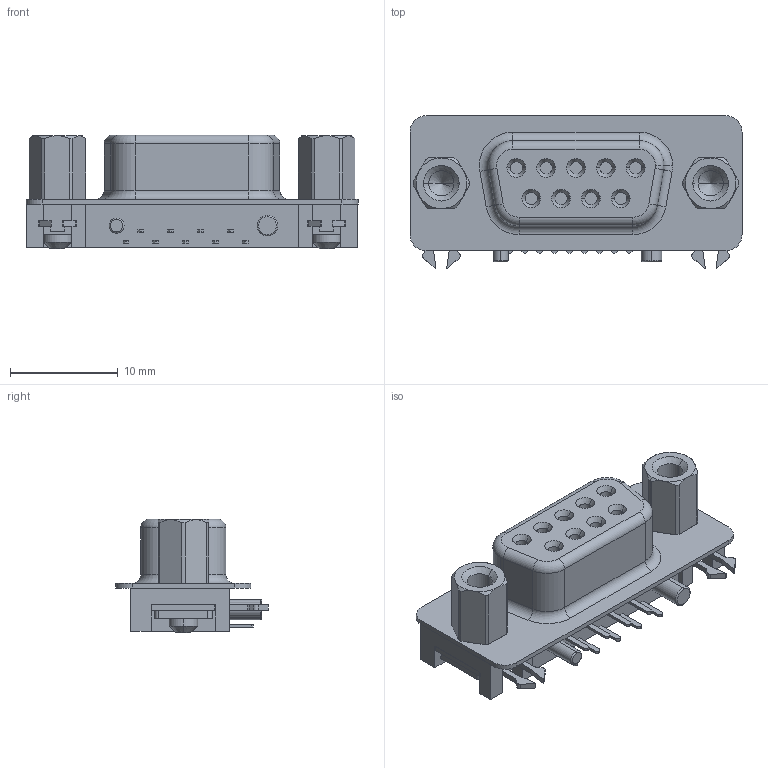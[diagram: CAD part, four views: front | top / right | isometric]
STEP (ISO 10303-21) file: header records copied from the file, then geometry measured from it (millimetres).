
FILE_DESCRIPTION (( 'STEP AP214' ), '1' );
FILE_NAME ('K31x-E9S-NJ5.9_rA1.STEP', '2016-01-04T22:49:47', ( '' ), ( '' ), 'SwSTEP 2.0', 'SolidWorks 2014', '' );
FILE_SCHEMA (( 'AUTOMOTIVE_DESIGN' ));
Length unit declared in the file: millimetre
Products named in the file (1): K31x-E9S-NJ5.9_rA1
Bounding box: 30.81 x 14.15 x 10.55 mm (x, y, z)
Volume: 2011.1 mm3; surface area: 2125.8 mm2
Topology: 1 solids, 1 shells, 357 faces, 931 edges, 580 vertices
Faces by surface type: plane 190, cylinder 93, cone 56, torus 18
Entity records: 11917 total; most frequent: CARTESIAN_POINT 1985, DIRECTION 1907, ORIENTED_EDGE 1854, EDGE_CURVE 927, AXIS2_PLACEMENT_3D 646, LINE 615, VECTOR 615, VERTEX_POINT 580
